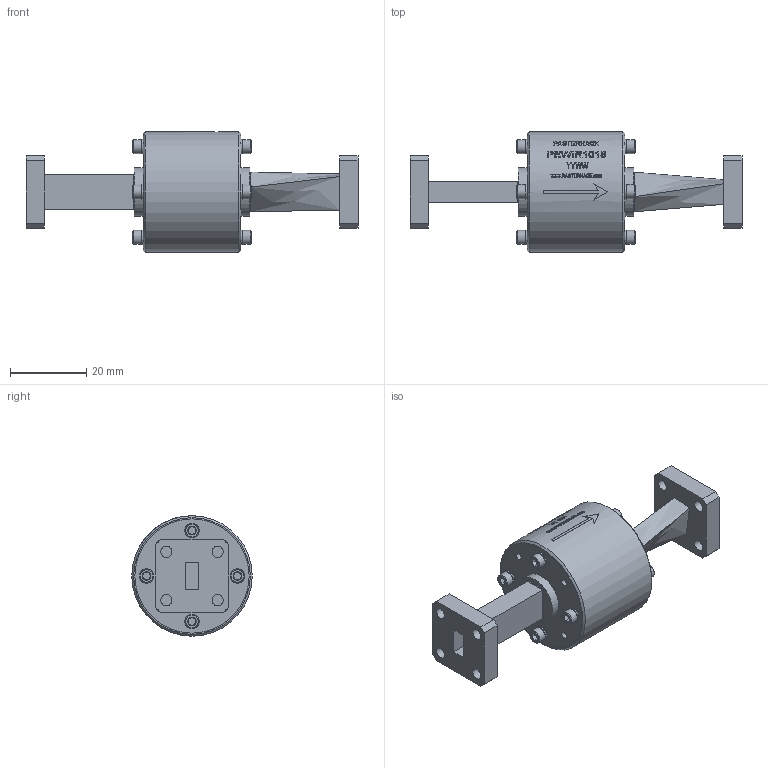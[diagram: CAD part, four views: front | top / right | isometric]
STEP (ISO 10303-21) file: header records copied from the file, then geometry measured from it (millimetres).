
FILE_DESCRIPTION (( 'STEP AP203' ), '1' );
FILE_NAME ('PEWIR1015_3D.STEP', '2020-06-18T15:47:22', ( '' ), ( '' ), 'SwSTEP 2.0', 'SolidWorks 2018', '' );
FILE_SCHEMA (( 'CONFIG_CONTROL_DESIGN' ));
Products named in the file (1): PEWIR1015_3D
Bounding box: 87.12 x 31.6 x 31.6 mm (x, y, z)
Volume: 24655.7 mm3; surface area: 11085.9 mm2
Topology: 9 solids, 9 shells, 906 faces, 2302 edges, 1496 vertices
Faces by surface type: plane 375, bspline 336, cylinder 109, cone 82, torus 4
Full cylindrical faces by diameter (mm): 1.727 x8, 2.946 x8, 3.658 x8, 3.856 x8, 12.7 x2, 31.598 x1
Entity records: 55719 total; most frequent: CARTESIAN_POINT 37299, ORIENTED_EDGE 4418, DIRECTION 2553, EDGE_CURVE 2209, VERTEX_POINT 1469, B_SPLINE_CURVE_WITH_KNOTS 1109, EDGE_LOOP 1086, AXIS2_PLACEMENT_3D 958
